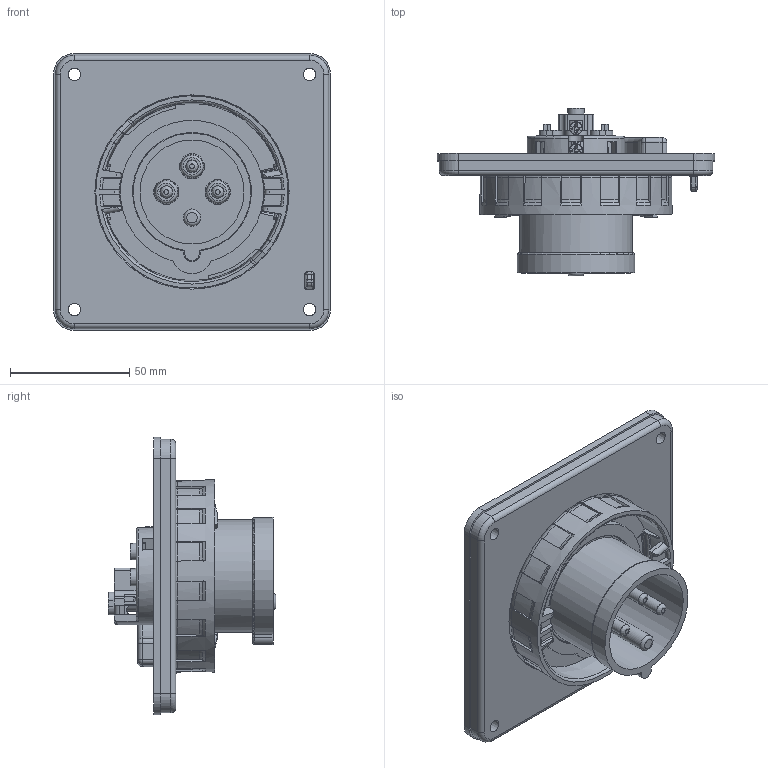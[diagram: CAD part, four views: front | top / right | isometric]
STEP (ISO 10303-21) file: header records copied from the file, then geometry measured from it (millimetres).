
FILE_DESCRIPTION(/* description */ (''),/* implementation_level */ '2;1');
FILE_NAME(/* name */ '4003581.stp',/* time_stamp */ '2019-03-01T11:17:07+01:00',/* author */ (''),/* organization */ (''),/* preprocessor_version */ 'ST-DEVELOPER v16.7',/* originating_system */ 'SIEMENS PLM Software NX 12.0',/* authorisation */ '');
FILE_SCHEMA (('AUTOMOTIVE_DESIGN { 1 0 10303 214 3 1 1 1 }'));
Products named in the file (1): bsom23CC53FBp0zg
Bounding box: 116 x 70.2 x 116 mm (x, y, z)
Volume: 123212.3 mm3; surface area: 108945.8 mm2
Topology: 17 solids, 17 shells, 1855 faces, 4725 edges, 2945 vertices
Faces by surface type: plane 722, cylinder 514, bspline 321, torus 133, cone 86, sphere 79
Full cylindrical faces by diameter (mm): 1.8 x3, 1.875 x3, 2.5 x3, 2.7 x3, 2.8 x4, 3.5 x7, 3.6 x3, 3.7 x1, 4 x1, 4.3 x3, 4.4 x4, 5 x3, 5.1 x4, 5.3 x3, 5.8 x4, 7 x4, 7.3 x4, 8 x1, 8.3 x1, 10 x3, 11 x1, 41 x1, 43.5 x1, 47.2 x1, 48.6 x1, 53.6 x1, 59.5 x2, 68.7 x1, 81.3 x1
Entity records: 76503 total; most frequent: CARTESIAN_POINT 34651, ORIENTED_EDGE 8860, DIRECTION 8202, EDGE_CURVE 4430, AXIS2_PLACEMENT_3D 3120, VERTEX_POINT 2855, EDGE_LOOP 2165, LINE 1962
